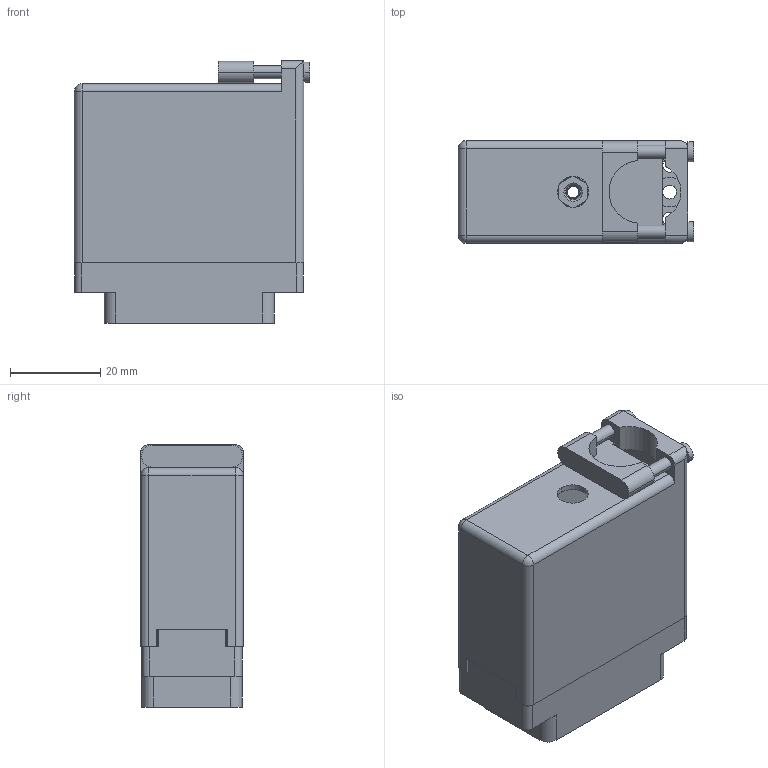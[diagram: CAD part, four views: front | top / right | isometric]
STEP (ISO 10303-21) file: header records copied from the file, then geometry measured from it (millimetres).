
FILE_DESCRIPTION (( 'STEP AP203' ), '1' );
FILE_NAME ('519-036-520-366.STEP', '2020-03-02T22:41:57', ( '' ), ( '' ), 'SwSTEP 2.0', 'SolidWorks 2016', '' );
FILE_SCHEMA (( 'CONFIG_CONTROL_DESIGN' ));
Length unit declared in the file: inch
Products named in the file (5): 519 Plug Insulator_036; 516-292-001_520 Contact; 516-252-035-100_516-252-035-100; 516-230-001_Metal - 038 Top Entry; 519-036-520-366
Assembly tree (39 placements, depth 2):
  519-036-520-366
    519 Plug Insulator_036
    516-292-001_520 Contact  x36
    516-252-035-100_516-252-035-100
    516-230-001_Metal - 038 Top Entry
Bounding box: 52.27 x 22.83 x 58.32 mm (x, y, z)
Volume: 19332.5 mm3; surface area: 31794.2 mm2
Topology: 39 solids, 39 shells, 3563 faces, 10309 edges, 6840 vertices
Faces by surface type: plane 2171, cylinder 1156, bspline 222, cone 12, sphere 2
Entity records: 38729 total; most frequent: CARTESIAN_POINT 8895, ORIENTED_EDGE 6054, DIRECTION 5839, EDGE_CURVE 3027, VECTOR 2181, LINE 2181, VERTEX_POINT 2010, AXIS2_PLACEMENT_3D 1829
